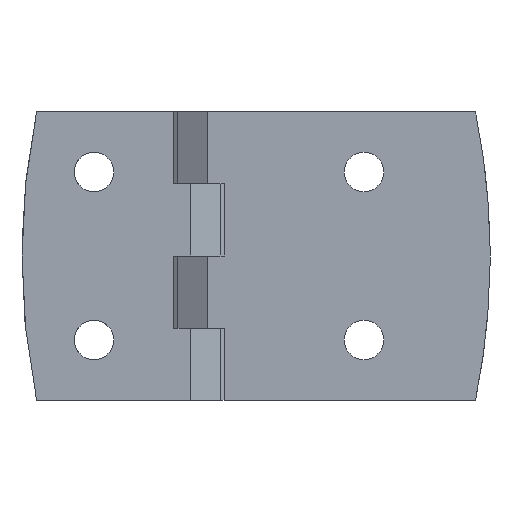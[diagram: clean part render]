
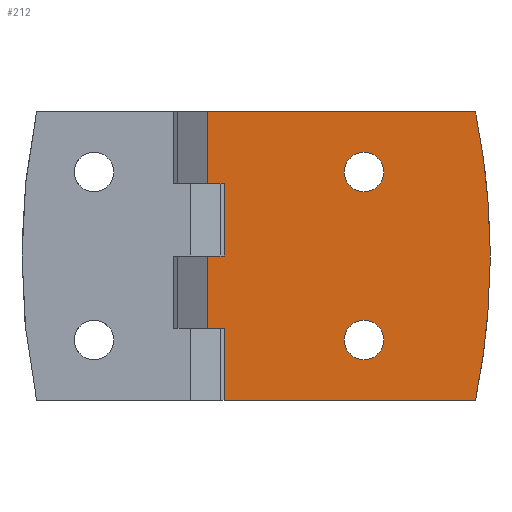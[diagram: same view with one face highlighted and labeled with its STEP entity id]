
A CAD part, front view. The second image highlights one B-rep face of the part: STEP entity #212.
In plain terms, the highlighted planar face has unit normal (0, -1, 0).
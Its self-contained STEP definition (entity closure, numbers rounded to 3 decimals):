
#212 = ADVANCED_FACE( '', ( #413, #414, #415 ), #416, .F. );
#413 = FACE_BOUND( '', #603, .T. );
#414 = FACE_BOUND( '', #604, .T. );
#415 = FACE_OUTER_BOUND( '', #605, .T. );
#416 = PLANE( '', #606 );
#603 = EDGE_LOOP( '', ( #968 ) );
#604 = EDGE_LOOP( '', ( #969 ) );
#605 = EDGE_LOOP( '', ( #970, #971, #972, #973, #974, #975, #976, #977, #978, #979, #980, #981 ) );
#606 = AXIS2_PLACEMENT_3D( '', #982, #983, #984 );
#968 = ORIENTED_EDGE( '', *, *, #1121, .T. );
#969 = ORIENTED_EDGE( '', *, *, #1157, .T. );
#970 = ORIENTED_EDGE( '', *, *, #1098, .T. );
#971 = ORIENTED_EDGE( '', *, *, #1208, .T. );
#972 = ORIENTED_EDGE( '', *, *, #1131, .T. );
#973 = ORIENTED_EDGE( '', *, *, #1192, .T. );
#974 = ORIENTED_EDGE( '', *, *, #1142, .F. );
#975 = ORIENTED_EDGE( '', *, *, #1209, .T. );
#976 = ORIENTED_EDGE( '', *, *, #1140, .F. );
#977 = ORIENTED_EDGE( '', *, *, #1186, .T. );
#978 = ORIENTED_EDGE( '', *, *, #1106, .T. );
#979 = ORIENTED_EDGE( '', *, *, #1127, .F. );
#980 = ORIENTED_EDGE( '', *, *, #1210, .F. );
#981 = ORIENTED_EDGE( '', *, *, #1071, .T. );
#982 = CARTESIAN_POINT( '', ( 1.4, -9., 24. ) );
#983 = DIRECTION( '', ( 0., 1., 0. ) );
#984 = DIRECTION( '', ( 0., 0., 1. ) );
#1071 = EDGE_CURVE( '', #1241, #1239, #1242, .T. );
#1098 = EDGE_CURVE( '', #1239, #1284, #1286, .T. );
#1106 = EDGE_CURVE( '', #1291, #1299, #1301, .T. );
#1121 = EDGE_CURVE( '', #1325, #1325, #1326, .T. );
#1127 = EDGE_CURVE( '', #1334, #1299, #1335, .T. );
#1131 = EDGE_CURVE( '', #1340, #1341, #1342, .T. );
#1140 = EDGE_CURVE( '', #1354, #1351, #1356, .T. );
#1142 = EDGE_CURVE( '', #1358, #1359, #1360, .T. );
#1157 = EDGE_CURVE( '', #1384, #1384, #1385, .T. );
#1186 = EDGE_CURVE( '', #1354, #1291, #1426, .T. );
#1192 = EDGE_CURVE( '', #1341, #1359, #1432, .F. );
#1208 = EDGE_CURVE( '', #1284, #1340, #1450, .T. );
#1209 = EDGE_CURVE( '', #1358, #1351, #1451, .F. );
#1210 = EDGE_CURVE( '', #1241, #1334, #1452, .T. );
#1239 = VERTEX_POINT( '', #1486 );
#1241 = VERTEX_POINT( '', #1489 );
#1242 = LINE( '', #1490, #1491 );
#1284 = VERTEX_POINT( '', #1710 );
#1286 = LINE( '', #1713, #1714 );
#1291 = VERTEX_POINT( '', #1719 );
#1299 = VERTEX_POINT( '', #1728 );
#1301 = LINE( '', #1731, #1732 );
#1325 = VERTEX_POINT( '', #1760 );
#1326 = CIRCLE( '', #1761, 3.3 );
#1334 = VERTEX_POINT( '', #1769 );
#1335 = LINE( '', #1770, #1771 );
#1340 = VERTEX_POINT( '', #1778 );
#1341 = VERTEX_POINT( '', #1779 );
#1342 = LINE( '', #1780, #1781 );
#1351 = VERTEX_POINT( '', #1792 );
#1354 = VERTEX_POINT( '', #1796 );
#1356 = LINE( '', #1799, #1800 );
#1358 = VERTEX_POINT( '', #1802 );
#1359 = VERTEX_POINT( '', #1803 );
#1360 = LINE( '', #1804, #1805 );
#1384 = VERTEX_POINT( '', #1846 );
#1385 = CIRCLE( '', #1847, 3.3 );
#1426 = LINE( '', #2068, #2069 );
#1432 = CIRCLE( '', #2077, 119.985 );
#1450 = LINE( '', #2108, #2109 );
#1451 = CIRCLE( '', #2110, 119.985 );
#1452 = LINE( '', #2111, #2112 );
#1486 = CARTESIAN_POINT( '', ( 1.4, -9., -12. ) );
#1489 = CARTESIAN_POINT( '', ( 1.4, -9., 0. ) );
#1490 = CARTESIAN_POINT( '', ( 1.4, -9., 24. ) );
#1491 = VECTOR( '', #2139, 1000. );
#1710 = CARTESIAN_POINT( '', ( 4.2, -9., -12. ) );
#1713 = CARTESIAN_POINT( '', ( 1.4, -9., -12. ) );
#1714 = VECTOR( '', #2175, 1000. );
#1719 = CARTESIAN_POINT( '', ( 1.4, -9., 12. ) );
#1728 = CARTESIAN_POINT( '', ( 4.2, -9., 12. ) );
#1731 = CARTESIAN_POINT( '', ( 1.4, -9., 12. ) );
#1732 = VECTOR( '', #2190, 1000. );
#1760 = CARTESIAN_POINT( '', ( 27.5, -9., -10.7 ) );
#1761 = AXIS2_PLACEMENT_3D( '', #2213, #2214, #2215 );
#1769 = CARTESIAN_POINT( '', ( 4.2, -9., 0. ) );
#1770 = CARTESIAN_POINT( '', ( 4.2, -9., 24. ) );
#1771 = VECTOR( '', #2222, 1000. );
#1778 = CARTESIAN_POINT( '', ( 4.2, -9., -24. ) );
#1779 = CARTESIAN_POINT( '', ( 46.075, -9., -24. ) );
#1780 = CARTESIAN_POINT( '', ( 1.4, -9., -24. ) );
#1781 = VECTOR( '', #2225, 1000. );
#1792 = CARTESIAN_POINT( '', ( 46.075, -9., 24. ) );
#1796 = CARTESIAN_POINT( '', ( 1.4, -9., 24. ) );
#1799 = CARTESIAN_POINT( '', ( 1.4, -9., 24. ) );
#1800 = VECTOR( '', #2239, 1000. );
#1802 = CARTESIAN_POINT( '', ( 48.49, -9., 1.549 ) );
#1803 = CARTESIAN_POINT( '', ( 48.49, -9., -1.549 ) );
#1804 = CARTESIAN_POINT( '', ( 48.49, -9., 24. ) );
#1805 = VECTOR( '', #2240, 1000. );
#1846 = CARTESIAN_POINT( '', ( 27.5, -9., 17.3 ) );
#1847 = AXIS2_PLACEMENT_3D( '', #2262, #2263, #2264 );
#2068 = CARTESIAN_POINT( '', ( 1.4, -9., 24. ) );
#2069 = VECTOR( '', #2292, 1000. );
#2077 = AXIS2_PLACEMENT_3D( '', #2295, #2296, #2297 );
#2108 = CARTESIAN_POINT( '', ( 4.2, -9., 24. ) );
#2109 = VECTOR( '', #2313, 1000. );
#2110 = AXIS2_PLACEMENT_3D( '', #2314, #2315, #2316 );
#2111 = CARTESIAN_POINT( '', ( 1.4, -9., 0. ) );
#2112 = VECTOR( '', #2317, 1000. );
#2139 = DIRECTION( '', ( 0., 0., -1. ) );
#2175 = DIRECTION( '', ( 1., 0., 0. ) );
#2190 = DIRECTION( '', ( 1., 0., 0. ) );
#2213 = CARTESIAN_POINT( '', ( 27.5, -9., -14. ) );
#2214 = DIRECTION( '', ( 0., 1., 0. ) );
#2215 = DIRECTION( '', ( 0., 0., 1. ) );
#2222 = DIRECTION( '', ( 0., 0., 1. ) );
#2225 = DIRECTION( '', ( 1., 0., 0. ) );
#2239 = DIRECTION( '', ( 1., 0., 0. ) );
#2240 = DIRECTION( '', ( 0., 0., -1. ) );
#2262 = CARTESIAN_POINT( '', ( 27.5, -9., 14. ) );
#2263 = DIRECTION( '', ( 0., 1., 0. ) );
#2264 = DIRECTION( '', ( 0., 0., 1. ) );
#2292 = DIRECTION( '', ( 0., 0., -1. ) );
#2295 = CARTESIAN_POINT( '', ( -71.485, -9., 0. ) );
#2296 = DIRECTION( '', ( 0., 1., 0. ) );
#2297 = DIRECTION( '', ( 0., 0., 1. ) );
#2313 = DIRECTION( '', ( 0., 0., -1. ) );
#2314 = CARTESIAN_POINT( '', ( -71.485, -9., 0. ) );
#2315 = DIRECTION( '', ( 0., 1., 0. ) );
#2316 = DIRECTION( '', ( 0., 0., 1. ) );
#2317 = DIRECTION( '', ( 1., 0., 0. ) );
